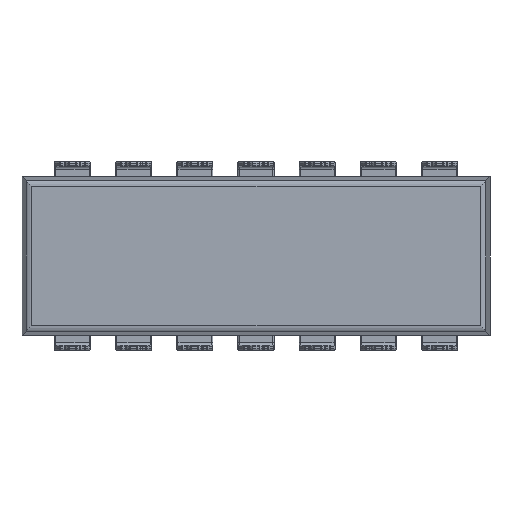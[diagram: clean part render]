
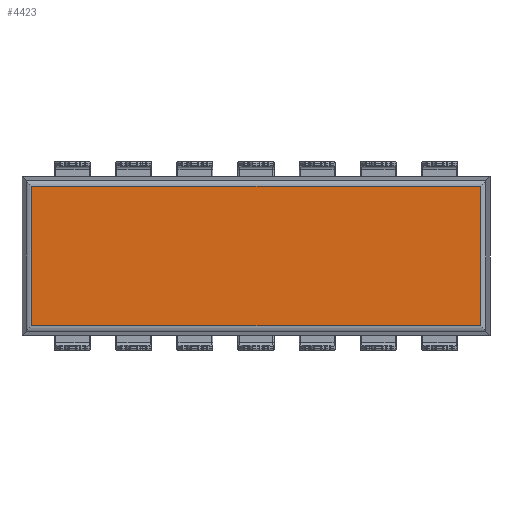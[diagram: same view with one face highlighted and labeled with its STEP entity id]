
A CAD part, front view. The second image highlights one B-rep face of the part: STEP entity #4423.
In plain terms, the highlighted face is planar.
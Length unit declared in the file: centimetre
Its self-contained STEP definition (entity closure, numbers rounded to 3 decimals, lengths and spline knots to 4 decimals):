
#2630 = CARTESIAN_POINT ( 'NONE',  ( 0.9315, -0.29, 0.038 ) ) ;
#2731 = CARTESIAN_POINT ( 'NONE',  ( -0.9315, 0.29, 0.038 ) ) ;
#2737 = DIRECTION ( 'NONE',  ( 1., 0., 0. ) ) ;
#2738 = VECTOR ( 'NONE', #2737, 100. ) ;
#2739 = CARTESIAN_POINT ( 'NONE',  ( 0., 0.29, 0.038 ) ) ;
#2740 = LINE ( 'NONE', #2739, #2738 ) ;
#2742 = VECTOR ( 'NONE', #2856, 100. ) ;
#2765 = DIRECTION ( 'NONE',  ( 0., 1., 0. ) ) ;
#2766 = VECTOR ( 'NONE', #2765, 100. ) ;
#2767 = CARTESIAN_POINT ( 'NONE',  ( -0.9315, -0.33, 0.038 ) ) ;
#2768 = LINE ( 'NONE', #2767, #2766 ) ;
#2784 = CARTESIAN_POINT ( 'NONE',  ( 0.9315, 0.29, 0.038 ) ) ;
#2795 = PLANE ( 'NONE',  #2813 ) ;
#2796 = DIRECTION ( 'NONE',  ( -1., 0., 0. ) ) ;
#2797 = VECTOR ( 'NONE', #2796, 100. ) ;
#2799 = CARTESIAN_POINT ( 'NONE',  ( 0., -0.33, 0.038 ) ) ;
#2800 = FACE_OUTER_BOUND ( 'NONE', #4418, .T. ) ;
#2801 = DIRECTION ( 'NONE',  ( -1., 0., 0. ) ) ;
#2803 = DIRECTION ( 'NONE',  ( 0., 0., -1. ) ) ;
#2811 = CARTESIAN_POINT ( 'NONE',  ( 0., -0.29, 0.038 ) ) ;
#2812 = LINE ( 'NONE', #2811, #2797 ) ;
#2813 = AXIS2_PLACEMENT_3D ( 'NONE', #2799, #2803, #2801 ) ;
#2849 = CARTESIAN_POINT ( 'NONE',  ( 0.9315, -0.33, 0.038 ) ) ;
#2850 = LINE ( 'NONE', #2849, #2742 ) ;
#2856 = DIRECTION ( 'NONE',  ( 0., -1., 0. ) ) ;
#2942 = CARTESIAN_POINT ( 'NONE',  ( -0.9315, -0.29, 0.038 ) ) ;
#4234 = VERTEX_POINT ( 'NONE', #2630 ) ;
#4246 = VERTEX_POINT ( 'NONE', #2731 ) ;
#4249 = VERTEX_POINT ( 'NONE', #2784 ) ;
#4259 = EDGE_CURVE ( 'NONE', #4246, #4249, #2740, .T. ) ;
#4269 = EDGE_CURVE ( 'NONE', #4249, #4234, #2850, .T. ) ;
#4299 = EDGE_CURVE ( 'NONE', #4425, #4246, #2768, .T. ) ;
#4397 = ORIENTED_EDGE ( 'NONE', *, *, #4421, .T. ) ;
#4398 = ORIENTED_EDGE ( 'NONE', *, *, #4259, .T. ) ;
#4399 = ORIENTED_EDGE ( 'NONE', *, *, #4269, .T. ) ;
#4418 = EDGE_LOOP ( 'NONE', ( #4399, #4397, #4424, #4398 ) ) ;
#4421 = EDGE_CURVE ( 'NONE', #4234, #4425, #2812, .T. ) ;
#4423 = ADVANCED_FACE ( 'NONE', ( #2800 ), #2795, .T. ) ;
#4424 = ORIENTED_EDGE ( 'NONE', *, *, #4299, .T. ) ;
#4425 = VERTEX_POINT ( 'NONE', #2942 ) ;
